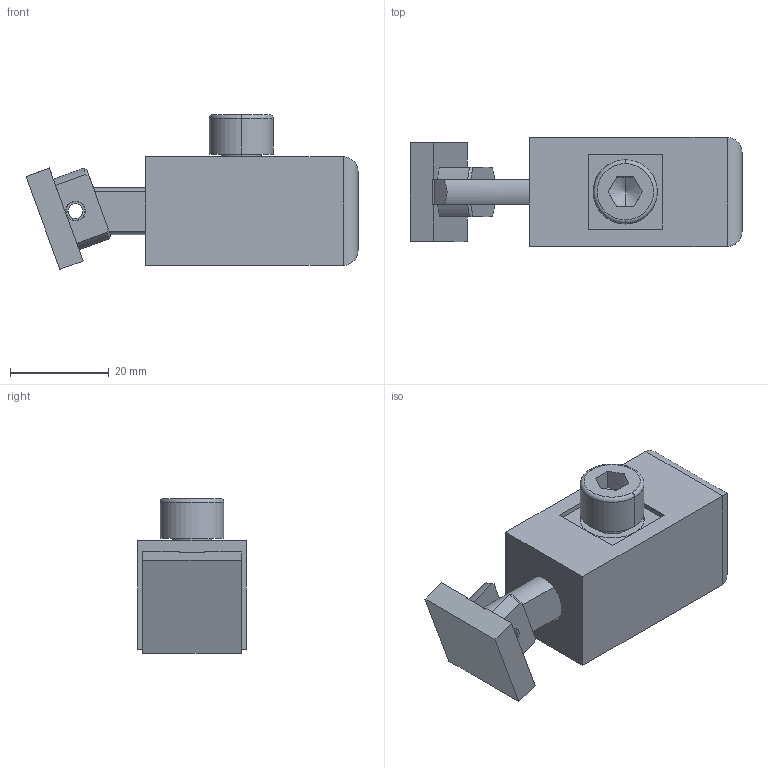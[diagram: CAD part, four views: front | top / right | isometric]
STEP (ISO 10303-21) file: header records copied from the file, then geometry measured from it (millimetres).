
FILE_DESCRIPTION(('Creo Elements/Direct Modeling STEP Export'),'2;1');
FILE_NAME('PX172062_0.stp','2022-05-04T11:04:23',(''),(''),'PTC Creo Elements/Direct Modeling STEP processor for AP214 (Solid Model)','PTC Creo Elements/Direct Modeling 19.0C 15-Aug-2015 (C) Parametric Technology GmbH','');
FILE_SCHEMA(('AUTOMOTIVE_DESIGN { 1 0 10303 214 1 1 1 1 }'));
Length unit declared in the file: millimetre
Products named in the file (7): Spannschraube-MMS-4455_Verbinder_96.4005_PX171732; Druckfeder-DIN2098_D9x08x21_96.4004_PX171727; Profileinsatz-MMS-44_Kunststoff_96.4001_PX171730; Spiralspannstift-ISO8750_4x10-St_206977_PX172051; Verbinder-Hammer-MMS-44_96.4010_PX172052; Verbinderbolzen-MMS-44_45°-75°_96.4013_PX172059; 005249-1641795012-10e7c6305d1b-011463074
Assembly tree (6 placements, depth 2):
  005249-1641795012-10e7c6305d1b-011463074
    Verbinderbolzen-MMS-44_45°-75°_96.4013_PX172059
    Verbinder-Hammer-MMS-44_96.4010_PX172052
    Spiralspannstift-ISO8750_4x10-St_206977_PX172051
    Profileinsatz-MMS-44_Kunststoff_96.4001_PX171730
    Druckfeder-DIN2098_D9x08x21_96.4004_PX171727
    Spannschraube-MMS-4455_Verbinder_96.4005_PX171732
Bounding box: 67.1 x 22 x 31.3 mm (x, y, z)
Volume: 22741.8 mm3; surface area: 11119.8 mm2
Topology: 6 solids, 6 shells, 113 faces, 282 edges, 182 vertices
Faces by surface type: plane 56, cylinder 31, cone 18, bspline 6, torus 2
Entity records: 9888 total; most frequent: CARTESIAN_POINT 6963, ORIENTED_EDGE 556, DIRECTION 472, EDGE_CURVE 278, VERTEX_POINT 182, AXIS2_PLACEMENT_3D 163, VECTOR 146, LINE 146
